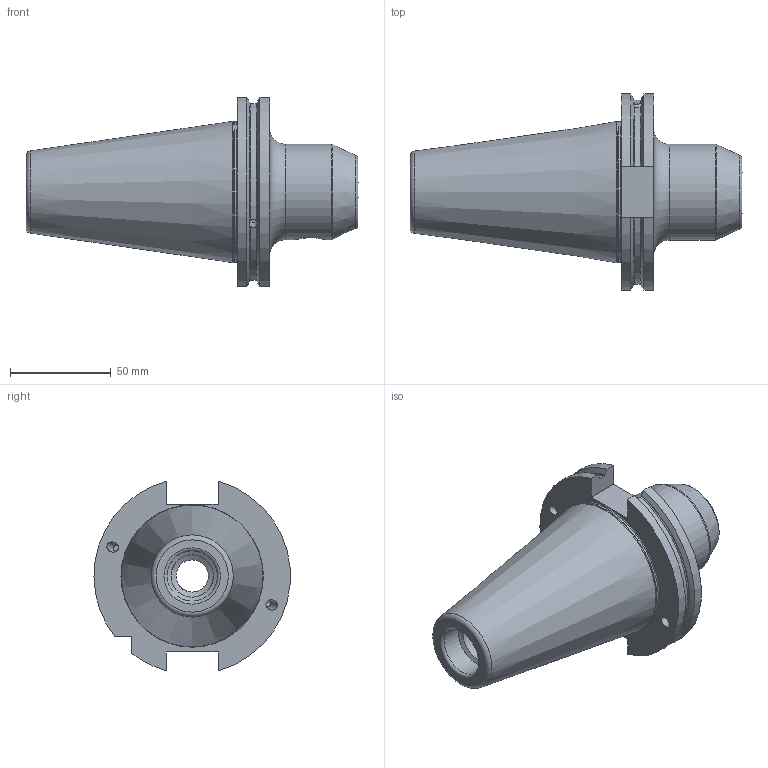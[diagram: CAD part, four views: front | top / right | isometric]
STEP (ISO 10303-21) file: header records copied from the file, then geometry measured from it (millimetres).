
FILE_DESCRIPTION((''),'2;1');
FILE_NAME('7150041-06.stp','2014-03-24T15:01:50',('SCHUESSLER'),(''),'Autodesk Inventor 2012','Autodesk Inventor 2012','');
FILE_SCHEMA(('AUTOMOTIVE_DESIGN { 1 0 10303 214 1 1 1 1 }'));
Length unit declared in the file: millimetre
Products named in the file (1): 7150041-06
Bounding box: 164.75 x 97.31 x 94.05 mm (x, y, z)
Volume: 383742.4 mm3; surface area: 52856.4 mm2
Topology: 1 solids, 1 shells, 84 faces, 235 edges, 154 vertices
Faces by surface type: plane 27, cylinder 25, torus 18, cone 14
Full cylindrical faces by diameter (mm): 2.5 x2, 4.2 x2, 5 x2, 10 x1, 11.835 x1, 16 x1, 21 x1, 25 x1, 47.5 x1, 69.65 x1
Entity records: 2984 total; most frequent: CARTESIAN_POINT 1033, DIRECTION 387, ORIENTED_EDGE 380, EDGE_CURVE 190, AXIS2_PLACEMENT_3D 164, VERTEX_POINT 139, EDGE_LOOP 129, FACE_OUTER_BOUND 83
